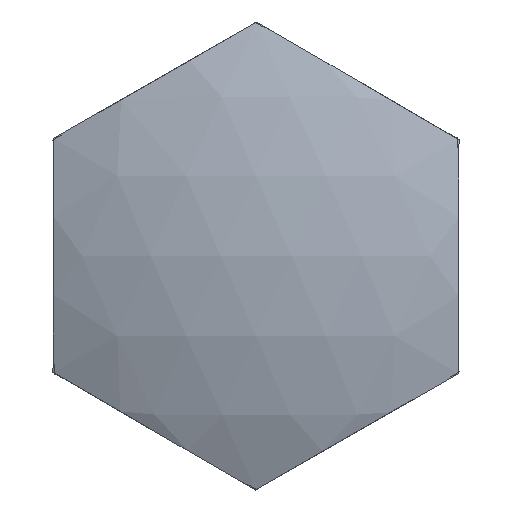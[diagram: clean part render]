
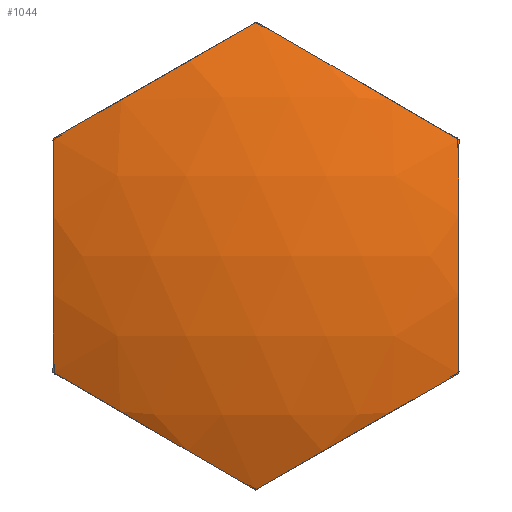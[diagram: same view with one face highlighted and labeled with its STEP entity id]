
A CAD part, left-side view. The second image highlights one B-rep face of the part: STEP entity #1044.
In plain terms, the highlighted spherical face has radius 38.115 mm.
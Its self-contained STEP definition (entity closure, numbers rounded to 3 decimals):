
#30=SPHERICAL_SURFACE('',#1126,38.115);
#60=FACE_OUTER_BOUND('',#125,.T.);
#125=EDGE_LOOP('',(#736,#737,#738,#739,#740,#741,#742,#743,#744,#745,#746,
#747));
#176=CIRCLE('',#1097,35.644);
#177=CIRCLE('',#1099,35.644);
#178=CIRCLE('',#1101,35.644);
#179=CIRCLE('',#1103,35.644);
#180=CIRCLE('',#1105,35.644);
#181=CIRCLE('',#1107,35.644);
#182=CIRCLE('',#1112,15.588);
#183=CIRCLE('',#1115,15.588);
#185=CIRCLE('',#1125,15.588);
#186=CIRCLE('',#1127,15.588);
#187=CIRCLE('',#1128,15.588);
#188=CIRCLE('',#1129,15.588);
#411=VERTEX_POINT('',#1487);
#413=VERTEX_POINT('',#1490);
#417=VERTEX_POINT('',#1500);
#418=VERTEX_POINT('',#1501);
#423=VERTEX_POINT('',#1513);
#424=VERTEX_POINT('',#1514);
#429=VERTEX_POINT('',#1526);
#430=VERTEX_POINT('',#1527);
#435=VERTEX_POINT('',#1539);
#437=VERTEX_POINT('',#1542);
#441=VERTEX_POINT('',#1552);
#443=VERTEX_POINT('',#1555);
#503=EDGE_CURVE('',#413,#411,#176,.T.);
#508=EDGE_CURVE('',#417,#418,#177,.T.);
#514=EDGE_CURVE('',#423,#424,#178,.T.);
#520=EDGE_CURVE('',#429,#430,#179,.T.);
#527=EDGE_CURVE('',#437,#435,#180,.T.);
#533=EDGE_CURVE('',#443,#441,#181,.T.);
#548=EDGE_CURVE('',#424,#417,#182,.T.);
#552=EDGE_CURVE('',#430,#413,#183,.T.);
#568=EDGE_CURVE('',#441,#437,#185,.T.);
#569=EDGE_CURVE('',#411,#443,#186,.T.);
#570=EDGE_CURVE('',#435,#423,#187,.T.);
#571=EDGE_CURVE('',#418,#429,#188,.T.);
#736=ORIENTED_EDGE('',*,*,#503,.T.);
#737=ORIENTED_EDGE('',*,*,#569,.T.);
#738=ORIENTED_EDGE('',*,*,#533,.T.);
#739=ORIENTED_EDGE('',*,*,#568,.T.);
#740=ORIENTED_EDGE('',*,*,#527,.T.);
#741=ORIENTED_EDGE('',*,*,#570,.T.);
#742=ORIENTED_EDGE('',*,*,#514,.T.);
#743=ORIENTED_EDGE('',*,*,#548,.T.);
#744=ORIENTED_EDGE('',*,*,#508,.T.);
#745=ORIENTED_EDGE('',*,*,#571,.T.);
#746=ORIENTED_EDGE('',*,*,#520,.T.);
#747=ORIENTED_EDGE('',*,*,#552,.T.);
#1044=ADVANCED_FACE('',(#60),#30,.T.);
#1097=AXIS2_PLACEMENT_3D('',#1491,#1196,#1197);
#1099=AXIS2_PLACEMENT_3D('',#1502,#1204,#1205);
#1101=AXIS2_PLACEMENT_3D('',#1515,#1213,#1214);
#1103=AXIS2_PLACEMENT_3D('',#1528,#1222,#1223);
#1105=AXIS2_PLACEMENT_3D('',#1543,#1232,#1233);
#1107=AXIS2_PLACEMENT_3D('',#1556,#1241,#1242);
#1112=AXIS2_PLACEMENT_3D('',#1586,#1265,#1266);
#1115=AXIS2_PLACEMENT_3D('',#1594,#1274,#1275);
#1125=AXIS2_PLACEMENT_3D('',#1621,#1308,#1309);
#1126=AXIS2_PLACEMENT_3D('',#1622,#1310,#1311);
#1127=AXIS2_PLACEMENT_3D('',#1623,#1312,#1313);
#1128=AXIS2_PLACEMENT_3D('',#1624,#1314,#1315);
#1129=AXIS2_PLACEMENT_3D('',#1625,#1316,#1317);
#1196=DIRECTION('center_axis',(0.,-0.503,0.864));
#1197=DIRECTION('ref_axis',(0.,0.864,0.503));
#1204=DIRECTION('center_axis',(0.,-0.497,-0.868));
#1205=DIRECTION('ref_axis',(0.,-0.868,0.497));
#1213=DIRECTION('center_axis',(0.,0.503,-0.864));
#1214=DIRECTION('ref_axis',(0.,-0.864,-0.503));
#1222=DIRECTION('center_axis',(0.,-1.,-0.003));
#1223=DIRECTION('ref_axis',(0.,-0.003,1.));
#1232=DIRECTION('center_axis',(0.,1.,0.003));
#1233=DIRECTION('ref_axis',(0.,0.003,-1.));
#1241=DIRECTION('center_axis',(0.,0.497,0.868));
#1242=DIRECTION('ref_axis',(0.,0.868,-0.497));
#1265=DIRECTION('center_axis',(-1.,0.,0.));
#1266=DIRECTION('ref_axis',(0.,0.,1.));
#1274=DIRECTION('center_axis',(-1.,0.,0.));
#1275=DIRECTION('ref_axis',(0.,0.,1.));
#1308=DIRECTION('center_axis',(-1.,0.,0.));
#1309=DIRECTION('ref_axis',(0.,0.,1.));
#1310=DIRECTION('center_axis',(0.,0.,1.));
#1311=DIRECTION('ref_axis',(1.,0.,0.));
#1312=DIRECTION('center_axis',(-1.,0.,0.));
#1313=DIRECTION('ref_axis',(0.,0.,1.));
#1314=DIRECTION('center_axis',(-1.,0.,0.));
#1315=DIRECTION('ref_axis',(0.,0.,1.));
#1316=DIRECTION('center_axis',(-1.,0.,0.));
#1317=DIRECTION('ref_axis',(0.,0.,1.));
#1487=CARTESIAN_POINT('',(3.333,0.049,-15.588));
#1490=CARTESIAN_POINT('',(3.333,13.524,-7.752));
#1491=CARTESIAN_POINT('Origin',(38.115,6.786,-11.67));
#1500=CARTESIAN_POINT('',(3.333,-0.048,15.588));
#1501=CARTESIAN_POINT('',(3.333,13.475,7.837));
#1502=CARTESIAN_POINT('Origin',(38.115,6.713,11.712));
#1513=CARTESIAN_POINT('',(3.333,-13.524,7.752));
#1514=CARTESIAN_POINT('',(3.333,-0.049,15.588));
#1515=CARTESIAN_POINT('Origin',(38.115,-6.786,11.67));
#1526=CARTESIAN_POINT('',(3.333,13.476,7.836));
#1527=CARTESIAN_POINT('',(3.333,13.524,-7.751));
#1528=CARTESIAN_POINT('Origin',(38.115,13.5,0.042));
#1539=CARTESIAN_POINT('',(3.333,-13.524,7.751));
#1542=CARTESIAN_POINT('',(3.333,-13.476,-7.836));
#1543=CARTESIAN_POINT('Origin',(38.115,-13.5,-0.042));
#1552=CARTESIAN_POINT('',(3.333,-13.475,-7.837));
#1555=CARTESIAN_POINT('',(3.333,0.048,-15.588));
#1556=CARTESIAN_POINT('Origin',(38.115,-6.713,-11.712));
#1586=CARTESIAN_POINT('Origin',(3.333,0.,0.));
#1594=CARTESIAN_POINT('Origin',(3.333,0.,0.));
#1621=CARTESIAN_POINT('Origin',(3.333,0.,0.));
#1622=CARTESIAN_POINT('Origin',(38.115,0.,0.));
#1623=CARTESIAN_POINT('Origin',(3.333,0.,0.));
#1624=CARTESIAN_POINT('Origin',(3.333,0.,0.));
#1625=CARTESIAN_POINT('Origin',(3.333,0.,0.));
